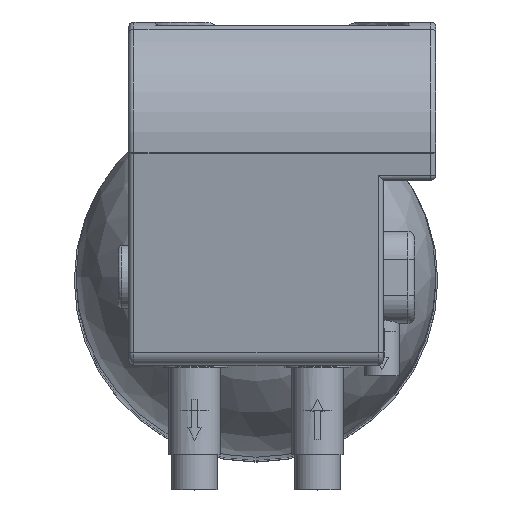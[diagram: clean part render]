
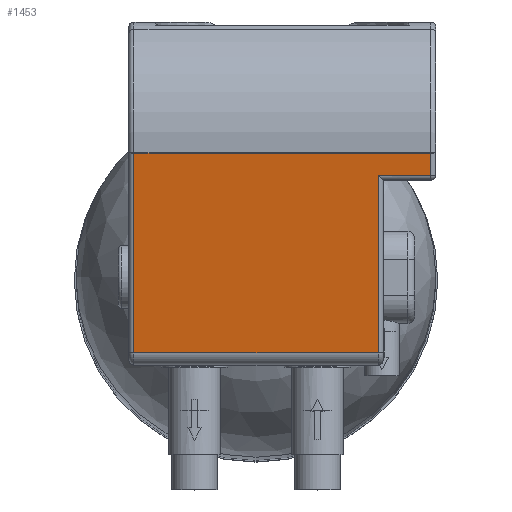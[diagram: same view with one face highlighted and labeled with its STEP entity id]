
A CAD part, top view. The second image highlights one B-rep face of the part: STEP entity #1453.
In plain terms, the highlighted planar face has unit normal (0, -0.144, 0.99).
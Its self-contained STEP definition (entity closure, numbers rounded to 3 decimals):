
#1453=ADVANCED_FACE('',(#6467),#6469,.T.);
#6467=FACE_BOUND('',#6468,.T.);
#6468=EDGE_LOOP('',(#10622,#10623,#10624,#10625,#10626,#10627));
#6469=PLANE('',#6470);
#6470=AXIS2_PLACEMENT_3D('',#6471,#6472,#6473);
#6471=CARTESIAN_POINT('',(102.5,-50.379,1252.892));
#6472=DIRECTION('',(0.,-0.144,0.99));
#6473=DIRECTION('',(0.,0.99,0.144));
#10622=ORIENTED_EDGE('',*,*,#13436,.T.);
#10623=ORIENTED_EDGE('',*,*,#13437,.T.);
#10624=ORIENTED_EDGE('',*,*,#13396,.F.);
#10625=ORIENTED_EDGE('',*,*,#13393,.F.);
#10626=ORIENTED_EDGE('',*,*,#13417,.T.);
#10627=ORIENTED_EDGE('',*,*,#13415,.T.);
#13393=EDGE_CURVE('',#15506,#15509,#15510,.T.);
#13396=EDGE_CURVE('',#15509,#15513,#15514,.T.);
#13415=EDGE_CURVE('',#15542,#15540,#15543,.F.);
#13417=EDGE_CURVE('',#15506,#15542,#15545,.F.);
#13436=EDGE_CURVE('',#15540,#15581,#15582,.T.);
#13437=EDGE_CURVE('',#15581,#15513,#15583,.T.);
#15506=VERTEX_POINT('',#26298);
#15509=VERTEX_POINT('',#26307);
#15510=LINE('',#26308,#26309);
#15513=VERTEX_POINT('',#26319);
#15514=LINE('',#26320,#26321);
#15540=VERTEX_POINT('',#26396);
#15542=VERTEX_POINT('',#26401);
#15543=LINE('',#26402,#26403);
#15545=LINE('',#26409,#26410);
#15581=VERTEX_POINT('',#26496);
#15582=LINE('',#26497,#26498);
#15583=LINE('',#26500,#26501);
#26298=CARTESIAN_POINT('',(69.5,-43.533,1253.89));
#26307=CARTESIAN_POINT('',(-69.5,-43.533,1253.89));
#26308=CARTESIAN_POINT('',(69.5,-43.533,1253.89));
#26309=VECTOR('',#26310,1.);
#26310=DIRECTION('',(-1.,0.,0.));
#26319=CARTESIAN_POINT('',(-69.5,70.219,1270.485));
#26320=CARTESIAN_POINT('',(-69.5,-43.533,1253.89));
#26321=VECTOR('',#26322,1.);
#26322=DIRECTION('',(0.,0.99,0.144));
#26396=CARTESIAN_POINT('',(99.5,57.567,1268.639));
#26401=CARTESIAN_POINT('',(69.5,57.567,1268.639));
#26402=CARTESIAN_POINT('',(99.5,57.567,1268.639));
#26403=VECTOR('',#26404,1.);
#26404=DIRECTION('',(-1.,0.,0.));
#26409=CARTESIAN_POINT('',(69.5,57.567,1268.639));
#26410=VECTOR('',#26411,1.);
#26411=DIRECTION('',(0.,-0.99,-0.144));
#26496=CARTESIAN_POINT('',(99.5,70.219,1270.485));
#26497=CARTESIAN_POINT('',(99.5,57.567,1268.639));
#26498=VECTOR('',#26499,1.);
#26499=DIRECTION('',(0.,0.99,0.144));
#26500=CARTESIAN_POINT('',(99.5,70.219,1270.485));
#26501=VECTOR('',#26502,1.);
#26502=DIRECTION('',(-1.,0.,0.));
